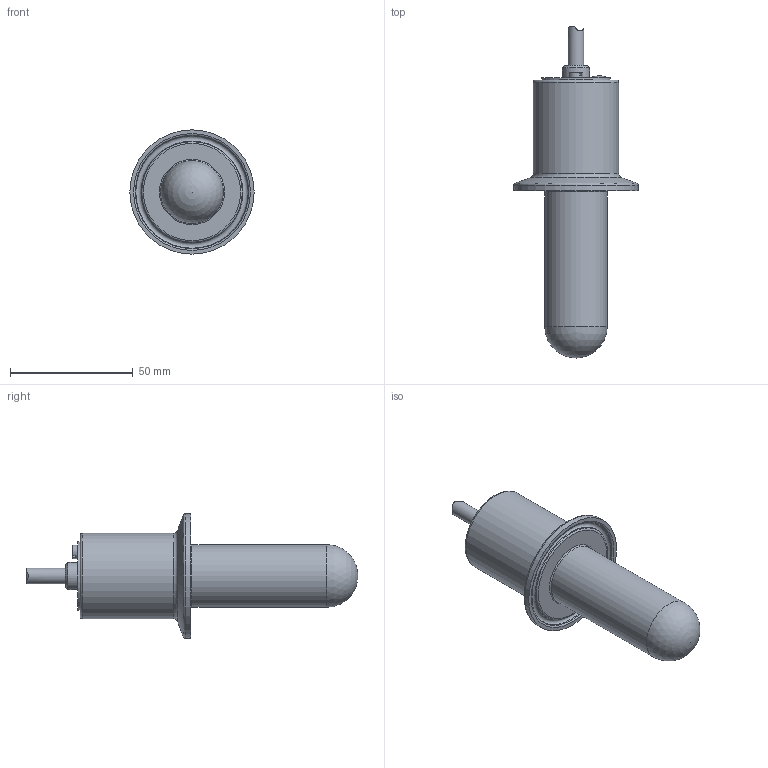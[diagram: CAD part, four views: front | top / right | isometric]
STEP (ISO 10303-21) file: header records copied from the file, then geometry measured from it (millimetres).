
FILE_DESCRIPTION(/* description */ (''),/* implementation_level */ '2;1');
FILE_NAME(/* name */ 'KA0415_Shrinkwrap_1.stp',/* time_stamp */ '2021-09-01T15:16:10+02:00',/* author */ ('Krieger Anja'),/* organization */ (''),/* preprocessor_version */ 'ST-DEVELOPER v18.1',/* originating_system */ 'Autodesk Inventor 2021',/* authorisation */ '');
FILE_SCHEMA (('AUTOMOTIVE_DESIGN { 1 0 10303 214 3 1 1 }'));
Length unit declared in the file: millimetre
Products named in the file (1): KA0415_Shrinkwrap_1
Bounding box: 50.5 x 134.98 x 50.5 mm (x, y, z)
Volume: 47011.9 mm3; surface area: 23671.5 mm2
Topology: 2 solids, 2 shells, 65 faces, 140 edges, 93 vertices
Faces by surface type: cylinder 23, plane 21, torus 11, cone 7, sphere 2, bspline 1
Full cylindrical faces by diameter (mm): 3 x2, 5.1 x1, 5.5 x1, 5.85 x2, 6 x1, 6.4 x2, 7.2 x1, 11 x1, 18.2 x1, 25.5 x1, 26 x2, 26.2 x3, 27.8 x1, 34.7 x1, 50.5 x1
Entity records: 2020 total; most frequent: CARTESIAN_POINT 382, DIRECTION 359, ORIENTED_EDGE 274, AXIS2_PLACEMENT_3D 161, EDGE_CURVE 137, CIRCLE 96, VERTEX_POINT 93, EDGE_LOOP 82
